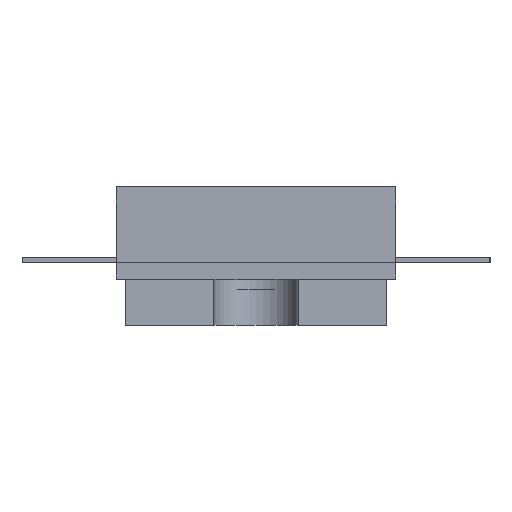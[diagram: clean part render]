
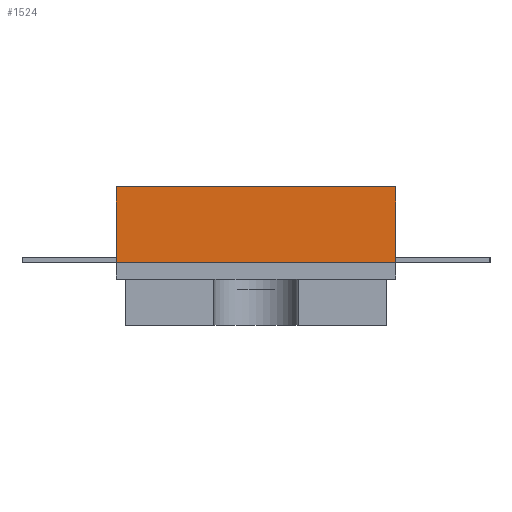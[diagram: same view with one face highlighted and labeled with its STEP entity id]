
A CAD part, left-side view. The second image highlights one B-rep face of the part: STEP entity #1524.
In plain terms, the highlighted planar face has unit normal (-1, 0, 0).
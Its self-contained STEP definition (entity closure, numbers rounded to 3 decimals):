
#1524=ADVANCED_FACE('',(#3187),#3189,.T.);
#3187=FACE_BOUND('',#3188,.T.);
#3188=EDGE_LOOP('',(#4741,#4742,#4743,#4744));
#3189=PLANE('',#3190);
#3190=AXIS2_PLACEMENT_3D('',#3191,#3192,#3193);
#3191=CARTESIAN_POINT('',(-15.251,5.151,2.3));
#3192=DIRECTION('',(-1.,0.,0.));
#3193=DIRECTION('',(0.,-1.,0.));
#4741=ORIENTED_EDGE('',*,*,#5668,.T.);
#4742=ORIENTED_EDGE('',*,*,#5669,.T.);
#4743=ORIENTED_EDGE('',*,*,#5195,.F.);
#4744=ORIENTED_EDGE('',*,*,#5670,.F.);
#5195=EDGE_CURVE('',#5832,#5833,#5834,.T.);
#5668=EDGE_CURVE('',#6618,#6619,#6620,.T.);
#5669=EDGE_CURVE('',#6619,#5833,#6621,.T.);
#5670=EDGE_CURVE('',#6618,#5832,#6622,.T.);
#5832=VERTEX_POINT('',#6898);
#5833=VERTEX_POINT('',#6899);
#5834=LINE('',#6900,#6901);
#6618=VERTEX_POINT('',#8660);
#6619=VERTEX_POINT('',#8661);
#6620=LINE('',#8662,#8663);
#6621=LINE('',#8665,#8666);
#6622=LINE('',#8668,#8669);
#6898=CARTESIAN_POINT('',(-15.251,5.151,5.1));
#6899=CARTESIAN_POINT('',(-15.251,-5.151,5.1));
#6900=CARTESIAN_POINT('',(-15.251,5.151,5.1));
#6901=VECTOR('',#6902,1.);
#6902=DIRECTION('',(0.,-1.,0.));
#8660=CARTESIAN_POINT('',(-15.251,5.151,2.3));
#8661=CARTESIAN_POINT('',(-15.251,-5.151,2.3));
#8662=CARTESIAN_POINT('',(-15.251,5.151,2.3));
#8663=VECTOR('',#8664,1.);
#8664=DIRECTION('',(0.,-1.,0.));
#8665=CARTESIAN_POINT('',(-15.251,-5.151,2.3));
#8666=VECTOR('',#8667,1.);
#8667=DIRECTION('',(0.,0.,1.));
#8668=CARTESIAN_POINT('',(-15.251,5.151,2.3));
#8669=VECTOR('',#8670,1.);
#8670=DIRECTION('',(0.,0.,1.));
